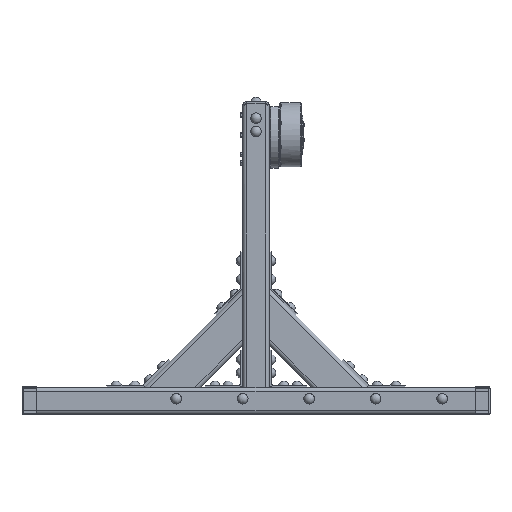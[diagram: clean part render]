
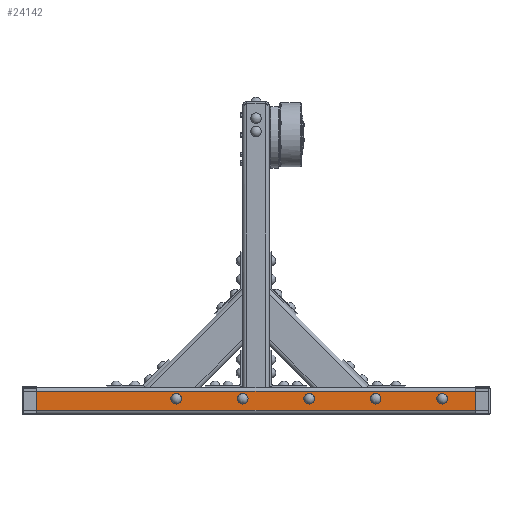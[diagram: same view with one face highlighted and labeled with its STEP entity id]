
A CAD part, left-side view. The second image highlights one B-rep face of the part: STEP entity #24142.
In plain terms, the highlighted planar face has unit normal (-1, 0, 0).
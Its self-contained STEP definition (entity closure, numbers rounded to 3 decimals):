
#847=FACE_BOUND('',#3827,.T.);
#848=FACE_BOUND('',#3828,.T.);
#849=FACE_BOUND('',#3829,.T.);
#850=FACE_BOUND('',#3830,.T.);
#851=FACE_BOUND('',#3831,.T.);
#1256=PLANE('',#26203);
#2194=FACE_OUTER_BOUND('',#3826,.T.);
#3826=EDGE_LOOP('',(#17474,#17475,#17476,#17477));
#3827=EDGE_LOOP('',(#17478));
#3828=EDGE_LOOP('',(#17479));
#3829=EDGE_LOOP('',(#17480));
#3830=EDGE_LOOP('',(#17481));
#3831=EDGE_LOOP('',(#17482));
#5485=LINE('',#38134,#7155);
#5607=LINE('',#38467,#7277);
#5616=LINE('',#38487,#7286);
#5617=LINE('',#38488,#7287);
#7155=VECTOR('',#30661,10.);
#7277=VECTOR('',#31001,10.);
#7286=VECTOR('',#31028,10.);
#7287=VECTOR('',#31029,10.);
#8575=CIRCLE('',#25775,5.);
#8579=CIRCLE('',#25782,5.);
#8583=CIRCLE('',#25789,5.);
#8587=CIRCLE('',#25796,5.);
#8591=CIRCLE('',#25803,5.);
#10093=VERTEX_POINT('',#36993);
#10097=VERTEX_POINT('',#37005);
#10101=VERTEX_POINT('',#37017);
#10105=VERTEX_POINT('',#37029);
#10109=VERTEX_POINT('',#37041);
#10449=VERTEX_POINT('',#38016);
#10484=VERTEX_POINT('',#38132);
#10553=VERTEX_POINT('',#38356);
#10557=VERTEX_POINT('',#38365);
#12381=EDGE_CURVE('',#10093,#10093,#8575,.T.);
#12386=EDGE_CURVE('',#10097,#10097,#8579,.T.);
#12391=EDGE_CURVE('',#10101,#10101,#8583,.T.);
#12396=EDGE_CURVE('',#10105,#10105,#8587,.T.);
#12401=EDGE_CURVE('',#10109,#10109,#8591,.T.);
#12947=EDGE_CURVE('',#10449,#10484,#5485,.T.);
#13116=EDGE_CURVE('',#10557,#10553,#5607,.T.);
#13126=EDGE_CURVE('',#10557,#10484,#5616,.T.);
#13127=EDGE_CURVE('',#10553,#10449,#5617,.T.);
#17474=ORIENTED_EDGE('',*,*,#12947,.T.);
#17475=ORIENTED_EDGE('',*,*,#13126,.F.);
#17476=ORIENTED_EDGE('',*,*,#13116,.T.);
#17477=ORIENTED_EDGE('',*,*,#13127,.T.);
#17478=ORIENTED_EDGE('',*,*,#12381,.T.);
#17479=ORIENTED_EDGE('',*,*,#12386,.T.);
#17480=ORIENTED_EDGE('',*,*,#12391,.T.);
#17481=ORIENTED_EDGE('',*,*,#12396,.T.);
#17482=ORIENTED_EDGE('',*,*,#12401,.T.);
#24142=ADVANCED_FACE('',(#2194,#847,#848,#849,#850,#851),#1256,.T.);
#25775=AXIS2_PLACEMENT_3D('',#36995,#29602,#29603);
#25782=AXIS2_PLACEMENT_3D('',#37007,#29617,#29618);
#25789=AXIS2_PLACEMENT_3D('',#37019,#29632,#29633);
#25796=AXIS2_PLACEMENT_3D('',#37031,#29647,#29648);
#25803=AXIS2_PLACEMENT_3D('',#37043,#29662,#29663);
#26203=AXIS2_PLACEMENT_3D('',#38486,#31026,#31027);
#29602=DIRECTION('center_axis',(1.,0.,0.));
#29603=DIRECTION('ref_axis',(0.,0.,
1.));
#29617=DIRECTION('center_axis',(1.,0.,0.));
#29618=DIRECTION('ref_axis',(0.,0.,
1.));
#29632=DIRECTION('center_axis',(1.,0.,0.));
#29633=DIRECTION('ref_axis',(0.,0.,
1.));
#29647=DIRECTION('center_axis',(1.,0.,0.));
#29648=DIRECTION('ref_axis',(0.,0.,
1.));
#29662=DIRECTION('center_axis',(1.,0.,0.));
#29663=DIRECTION('ref_axis',(0.,0.,
1.));
#30661=DIRECTION('',(0.,0.,-1.));
#31001=DIRECTION('',(0.,0.,1.));
#31026=DIRECTION('center_axis',(-1.,0.,0.));
#31027=DIRECTION('ref_axis',(0.,-1.,0.));
#31028=DIRECTION('',(0.,1.,0.));
#31029=DIRECTION('',(0.,1.,0.));
#36993=CARTESIAN_POINT('',(-278.824,-280.,28.));
#36995=CARTESIAN_POINT('Origin',(-278.824,-280.,23.));
#37005=CARTESIAN_POINT('',(-278.824,-180.,28.));
#37007=CARTESIAN_POINT('Origin',(-278.824,-180.,23.));
#37017=CARTESIAN_POINT('',(-278.824,-80.,28.));
#37019=CARTESIAN_POINT('Origin',(-278.824,-80.,23.));
#37029=CARTESIAN_POINT('',(-278.824,20.,28.));
#37031=CARTESIAN_POINT('Origin',(-278.824,20.,23.));
#37041=CARTESIAN_POINT('',(-278.824,120.,28.));
#37043=CARTESIAN_POINT('Origin',(-278.824,120.,23.));
#38016=CARTESIAN_POINT('',(-278.824,330.,34.));
#38132=CARTESIAN_POINT('',(-278.824,330.,6.));
#38134=CARTESIAN_POINT('',(-278.824,330.,27.));
#38356=CARTESIAN_POINT('',(-278.824,-330.,34.));
#38365=CARTESIAN_POINT('',(-278.824,-330.,6.));
#38467=CARTESIAN_POINT('',(-278.824,-330.,27.));
#38486=CARTESIAN_POINT('Origin',(-278.824,-350.,34.));
#38487=CARTESIAN_POINT('',(-278.824,-350.,6.));
#38488=CARTESIAN_POINT('',(-278.824,-350.,34.));
